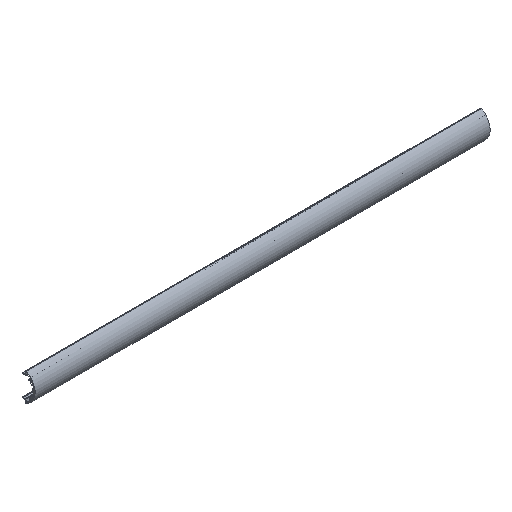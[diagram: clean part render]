
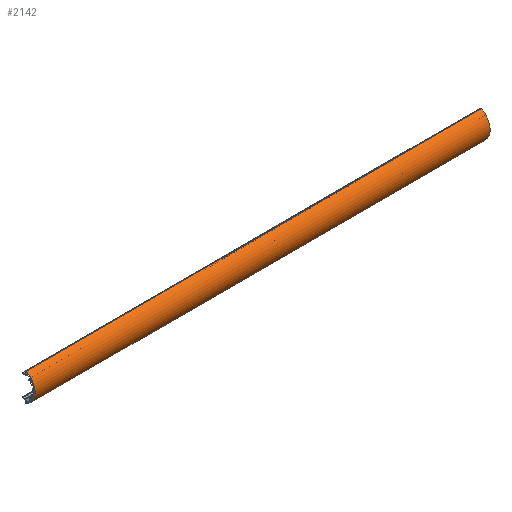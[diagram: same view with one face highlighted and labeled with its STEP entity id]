
A CAD part, isometric view. The second image highlights one B-rep face of the part: STEP entity #2142.
In plain terms, the highlighted cylindrical face has radius 21.172 mm (diameter 42.344 mm), a partial arc.
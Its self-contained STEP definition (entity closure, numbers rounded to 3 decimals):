
#18 = CARTESIAN_POINT ( 'NONE',  ( -300., 0.67, 18.67 ) ) ;
#61 = VECTOR ( 'NONE', #1766, 1000. ) ;
#115 = CARTESIAN_POINT ( 'NONE',  ( -300., 0.67, -18.67 ) ) ;
#119 = CYLINDRICAL_SURFACE ( 'NONE', #483, 21.172 ) ;
#240 = ORIENTED_EDGE ( 'NONE', *, *, #1666, .T. ) ;
#277 = DIRECTION ( 'NONE',  ( 1., 0., 0. ) ) ;
#307 = VERTEX_POINT ( 'NONE', #2619 ) ;
#322 = DIRECTION ( 'NONE',  ( 0., 0., 1. ) ) ;
#323 = ORIENTED_EDGE ( 'NONE', *, *, #1020, .F. ) ;
#483 = AXIS2_PLACEMENT_3D ( 'NONE', #710, #1319, #322 ) ;
#552 = VERTEX_POINT ( 'NONE', #115 ) ;
#579 = AXIS2_PLACEMENT_3D ( 'NONE', #1688, #277, #1474 ) ;
#594 = LINE ( 'NONE', #2585, #61 ) ;
#649 = CARTESIAN_POINT ( 'NONE',  ( 300., 10.654, 0. ) ) ;
#710 = CARTESIAN_POINT ( 'NONE',  ( 300., 10.654, 0. ) ) ;
#940 = EDGE_CURVE ( 'NONE', #1384, #552, #1229, .T. ) ;
#1020 = EDGE_CURVE ( 'NONE', #1631, #307, #1578, .T. ) ;
#1070 = EDGE_LOOP ( 'NONE', ( #1531, #1280, #323, #240 ) ) ;
#1140 = VECTOR ( 'NONE', #1793, 1000. ) ;
#1229 = CIRCLE ( 'NONE', #579, 21.172 ) ;
#1249 = AXIS2_PLACEMENT_3D ( 'NONE', #649, #2246, #1672 ) ;
#1280 = ORIENTED_EDGE ( 'NONE', *, *, #2313, .F. ) ;
#1319 = DIRECTION ( 'NONE',  ( -1., 0., 0. ) ) ;
#1384 = VERTEX_POINT ( 'NONE', #18 ) ;
#1474 = DIRECTION ( 'NONE',  ( 0., 0., -1. ) ) ;
#1531 = ORIENTED_EDGE ( 'NONE', *, *, #940, .T. ) ;
#1578 = CIRCLE ( 'NONE', #1249, 21.172 ) ;
#1631 = VERTEX_POINT ( 'NONE', #2377 ) ;
#1666 = EDGE_CURVE ( 'NONE', #1631, #1384, #594, .T. ) ;
#1672 = DIRECTION ( 'NONE',  ( 0., 0., -1. ) ) ;
#1688 = CARTESIAN_POINT ( 'NONE',  ( -300., 10.654, 0. ) ) ;
#1727 = FACE_OUTER_BOUND ( 'NONE', #1070, .T. ) ;
#1766 = DIRECTION ( 'NONE',  ( -1., 0., 0. ) ) ;
#1793 = DIRECTION ( 'NONE',  ( -1., 0., 0. ) ) ;
#2142 = ADVANCED_FACE ( 'NONE', ( #1727 ), #119, .T. ) ;
#2246 = DIRECTION ( 'NONE',  ( 1., 0., 0. ) ) ;
#2301 = LINE ( 'NONE', #2417, #1140 ) ;
#2313 = EDGE_CURVE ( 'NONE', #307, #552, #2301, .T. ) ;
#2377 = CARTESIAN_POINT ( 'NONE',  ( 300., 0.67, 18.67 ) ) ;
#2417 = CARTESIAN_POINT ( 'NONE',  ( 300., 0.67, -18.67 ) ) ;
#2585 = CARTESIAN_POINT ( 'NONE',  ( 300., 0.67, 18.67 ) ) ;
#2619 = CARTESIAN_POINT ( 'NONE',  ( 300., 0.67, -18.67 ) ) ;
